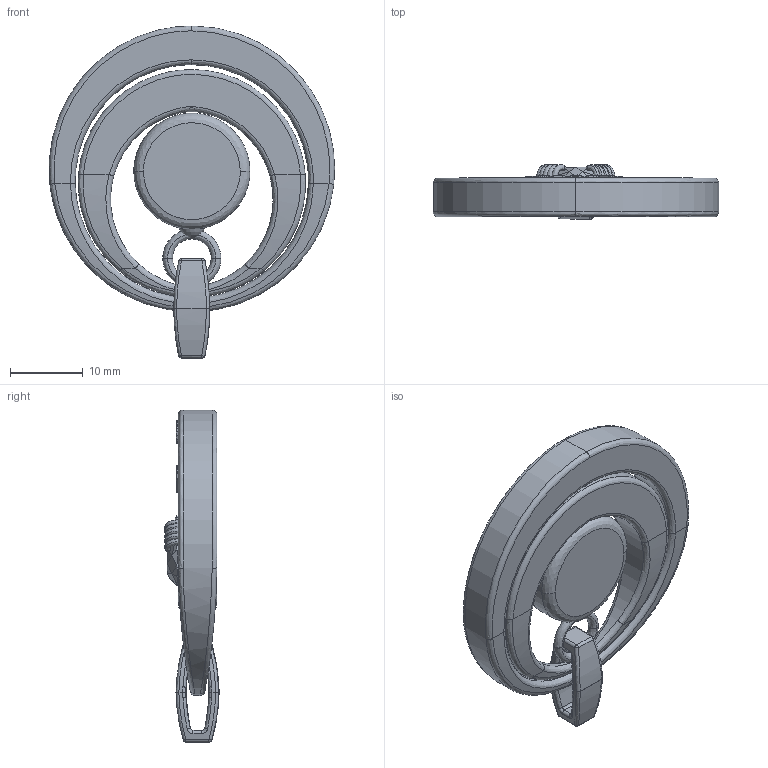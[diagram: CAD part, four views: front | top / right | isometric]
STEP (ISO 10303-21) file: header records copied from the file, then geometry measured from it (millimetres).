
FILE_DESCRIPTION(('FreeCAD Model'),'2;1');
FILE_NAME('Open CASCADE Shape Model','2025-04-27T21:43:07',('FreeCAD'),( 'FreeCAD'),'Open CASCADE STEP processor 7.6','FreeCAD','Unknown');
FILE_SCHEMA(('AUTOMOTIVE_DESIGN { 1 0 10303 214 1 1 1 1 }'));
Length unit declared in the file: millimetre
Products named in the file (1): Open CASCADE STEP translator 7.6 1
Bounding box: 39.19 x 7.47 x 45.61 mm (x, y, z)
Volume: 4890.7 mm3; surface area: 5293.9 mm2
Topology: 28 solids, 28 shells, 843 faces, 2121 edges, 1291 vertices
Faces by surface type: bspline 843
Entity records: 29735 total; most frequent: CARTESIAN_POINT 17136, ORIENTED_EDGE 4108, EDGE_CURVE 2054, B_SPLINE_CURVE_WITH_KNOTS 1844, VERTEX_POINT 1285, FACE_BOUND 877, EDGE_LOOP 877, ADVANCED_FACE 843
